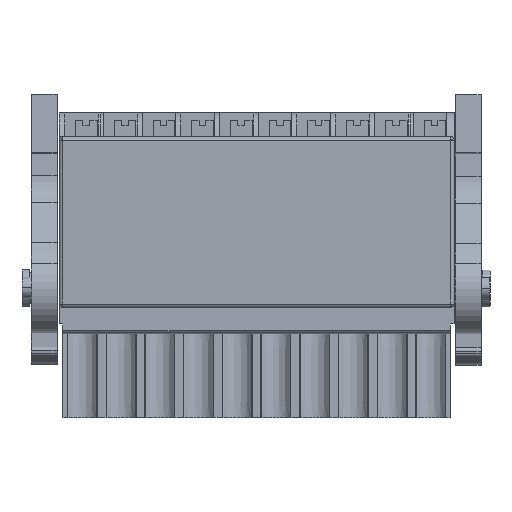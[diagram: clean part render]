
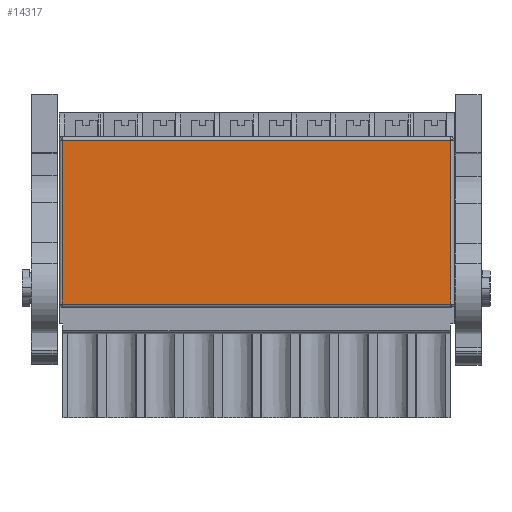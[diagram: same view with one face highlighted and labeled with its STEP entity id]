
A CAD part, front view. The second image highlights one B-rep face of the part: STEP entity #14317.
In plain terms, the highlighted planar face has unit normal (0, -1, 0).
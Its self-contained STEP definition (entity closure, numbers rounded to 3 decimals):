
#14304=AXIS2_PLACEMENT_3D('Plane Axis2P3D',#14301,#14302,#14303) ;
#12335=CARTESIAN_POINT('Vertex',(3.55,0.,10.3)) ;
#12338=CARTESIAN_POINT('Line Origine',(3.55,0.,17.7)) ;
#12342=CARTESIAN_POINT('Vertex',(3.55,0.,25.1)) ;
#12440=CARTESIAN_POINT('Vertex',(38.65,0.,25.1)) ;
#12443=CARTESIAN_POINT('Line Origine',(38.65,0.,17.7)) ;
#12447=CARTESIAN_POINT('Vertex',(38.65,0.,10.3)) ;
#12704=CARTESIAN_POINT('Line Origine',(21.1,0.,10.3)) ;
#14301=CARTESIAN_POINT('Axis2P3D Location',(21.1,0.,17.7)) ;
#14306=CARTESIAN_POINT('Line Origine',(21.1,0.,25.1)) ;
#12339=DIRECTION('Vector Direction',(0.,0.,-1.)) ;
#12444=DIRECTION('Vector Direction',(0.,0.,-1.)) ;
#12705=DIRECTION('Vector Direction',(1.,0.,0.)) ;
#14302=DIRECTION('Axis2P3D Direction',(0.,1.,0.)) ;
#14303=DIRECTION('Axis2P3D XDirection',(1.,0.,0.)) ;
#14307=DIRECTION('Vector Direction',(1.,0.,0.)) ;
#12340=VECTOR('Line Direction',#12339,1.) ;
#12445=VECTOR('Line Direction',#12444,1.) ;
#12706=VECTOR('Line Direction',#12705,1.) ;
#14308=VECTOR('Line Direction',#14307,1.) ;
#14312=ORIENTED_EDGE('',*,*,#14310,.F.) ;
#14313=ORIENTED_EDGE('',*,*,#12344,.F.) ;
#14314=ORIENTED_EDGE('',*,*,#12708,.F.) ;
#14315=ORIENTED_EDGE('',*,*,#12449,.F.) ;
#14317=ADVANCED_FACE('housing.1',(#14316),#14305,.F.) ;
#12344=EDGE_CURVE('',#12336,#12343,#12341,.F.) ;
#12449=EDGE_CURVE('',#12441,#12448,#12446,.T.) ;
#12708=EDGE_CURVE('',#12448,#12336,#12707,.F.) ;
#14310=EDGE_CURVE('',#12343,#12441,#14309,.T.) ;
#14311=EDGE_LOOP('',(#14312,#14313,#14314,#14315)) ;
#14316=FACE_OUTER_BOUND('',#14311,.T.) ;
#12341=LINE('Line',#12338,#12340) ;
#12446=LINE('Line',#12443,#12445) ;
#12707=LINE('Line',#12704,#12706) ;
#14309=LINE('Line',#14306,#14308) ;
#14305=PLANE('',#14304) ;
#12336=VERTEX_POINT('',#12335) ;
#12343=VERTEX_POINT('',#12342) ;
#12441=VERTEX_POINT('',#12440) ;
#12448=VERTEX_POINT('',#12447) ;
